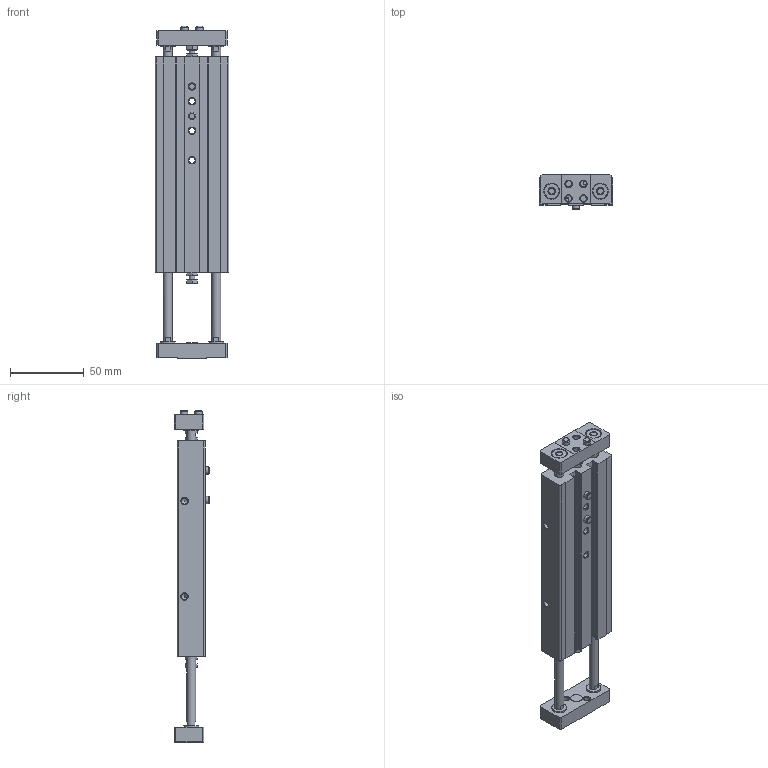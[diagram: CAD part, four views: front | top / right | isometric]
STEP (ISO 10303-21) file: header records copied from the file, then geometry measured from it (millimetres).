
FILE_DESCRIPTION(/* description */ ('STEP AP214'),/* implementation_level */ '2;1');
FILE_NAME(/* name */ '162018_DPZJ-10-40-P-A-KF-S2',/* time_stamp */ '2024-08-21T01:18:36+02:00',/* author */ ('License CC BY-ND 4.0'),/* organization */ ('CADENAS'),/* preprocessor_version */ 'ST-DEVELOPER v19.3',/* originating_system */ 'PARTsolutions',/* authorisation */ ' ');
FILE_SCHEMA (('AUTOMOTIVE_DESIGN {1 0 10303 214 3 1 1}'));
Length unit declared in the file: millimetre
Products named in the file (6): 162018 DPZJ-10-40-P-A-KF-S2---(asm_0); 162018 DPZJ-10-40-P-A-KF-S2---(Z); 162018 DPZJ-10-40-P-A-KF-S2---(K); 150928 ZBS-5; DIN-439-B - M4(F); Hexagon bolt DIN 933 - M4x18
Assembly tree (10 placements, depth 2):
  162018 DPZJ-10-40-P-A-KF-S2---(asm_0)
    162018 DPZJ-10-40-P-A-KF-S2---(Z)
    162018 DPZJ-10-40-P-A-KF-S2---(K)
    150928 ZBS-5  x4
    DIN-439-B - M4(F)  x2
    Hexagon bolt DIN 933 - M4x18  x2
Bounding box: 50 x 24 x 225 mm (x, y, z)
Volume: 136589.8 mm3; surface area: 54673 mm2
Topology: 10 solids, 10 shells, 349 faces, 842 edges, 539 vertices
Faces by surface type: plane 171, cylinder 104, cone 72, torus 2
Full cylindrical faces by diameter (mm): 3.242 x12, 4 x2, 4.134 x9, 5 x14, 6 x8, 6.03 x2, 7.5 x3, 8 x2, 10 x12, 11 x4
Entity records: 8437 total; most frequent: CARTESIAN_POINT 1550, DIRECTION 1433, ORIENTED_EDGE 1204, EDGE_CURVE 602, AXIS2_PLACEMENT_3D 566, FACE_BOUND 475, EDGE_LOOP 466, VERTEX_POINT 453
